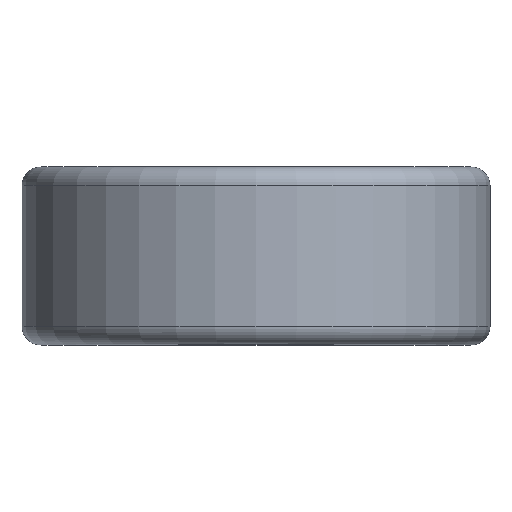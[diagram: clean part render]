
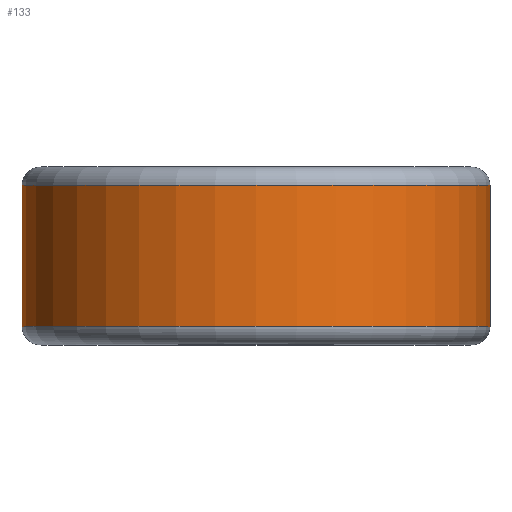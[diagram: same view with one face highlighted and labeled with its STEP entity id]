
A CAD part, top view. The second image highlights one B-rep face of the part: STEP entity #133.
In plain terms, the highlighted cylindrical face has radius 6.35 mm (diameter 12.7 mm), a full revolution.
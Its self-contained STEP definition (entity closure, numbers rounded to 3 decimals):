
#18=LINE('',#243,#20);
#20=VECTOR('',#194,6.35);
#22=CYLINDRICAL_SURFACE('',#159,6.35);
#25=FACE_OUTER_BOUND('',#33,.T.);
#33=EDGE_LOOP('',(#93,#94,#95,#96,#97,#98));
#42=CIRCLE('',#155,6.35);
#45=CIRCLE('',#158,6.35);
#46=CIRCLE('',#160,6.35);
#47=CIRCLE('',#161,6.35);
#58=VERTEX_POINT('',#232);
#59=VERTEX_POINT('',#233);
#61=VERTEX_POINT('',#240);
#62=VERTEX_POINT('',#241);
#70=EDGE_CURVE('',#58,#59,#42,.T.);
#73=EDGE_CURVE('',#59,#58,#45,.T.);
#74=EDGE_CURVE('',#61,#62,#46,.T.);
#75=EDGE_CURVE('',#61,#58,#18,.T.);
#76=EDGE_CURVE('',#62,#61,#47,.T.);
#93=ORIENTED_EDGE('',*,*,#74,.F.);
#94=ORIENTED_EDGE('',*,*,#75,.T.);
#95=ORIENTED_EDGE('',*,*,#73,.F.);
#96=ORIENTED_EDGE('',*,*,#70,.F.);
#97=ORIENTED_EDGE('',*,*,#75,.F.);
#98=ORIENTED_EDGE('',*,*,#76,.F.);
#133=ADVANCED_FACE('',(#25),#22,.T.);
#155=AXIS2_PLACEMENT_3D('',#234,#182,#183);
#158=AXIS2_PLACEMENT_3D('',#238,#188,#189);
#159=AXIS2_PLACEMENT_3D('',#239,#190,#191);
#160=AXIS2_PLACEMENT_3D('',#242,#192,#193);
#161=AXIS2_PLACEMENT_3D('',#244,#195,#196);
#182=DIRECTION('center_axis',(0.,-1.,0.));
#183=DIRECTION('ref_axis',(1.,0.,0.));
#188=DIRECTION('center_axis',(0.,-1.,0.));
#189=DIRECTION('ref_axis',(1.,0.,0.));
#190=DIRECTION('center_axis',(0.,1.,0.));
#191=DIRECTION('ref_axis',(1.,0.,0.));
#192=DIRECTION('center_axis',(0.,1.,0.));
#193=DIRECTION('ref_axis',(1.,0.,0.));
#194=DIRECTION('',(0.,-1.,0.));
#195=DIRECTION('center_axis',(0.,1.,0.));
#196=DIRECTION('ref_axis',(1.,0.,0.));
#232=CARTESIAN_POINT('',(-6.35,0.5,0.));
#233=CARTESIAN_POINT('',(0.,0.5,-6.35));
#234=CARTESIAN_POINT('Origin',(0.,0.5,0.));
#238=CARTESIAN_POINT('Origin',(0.,0.5,0.));
#239=CARTESIAN_POINT('Origin',(0.,0.,0.));
#240=CARTESIAN_POINT('',(-6.35,4.33,0.));
#241=CARTESIAN_POINT('',(0.,4.33,-6.35));
#242=CARTESIAN_POINT('Origin',(0.,4.33,0.));
#243=CARTESIAN_POINT('',(-6.35,0.,0.));
#244=CARTESIAN_POINT('Origin',(0.,4.33,0.));
